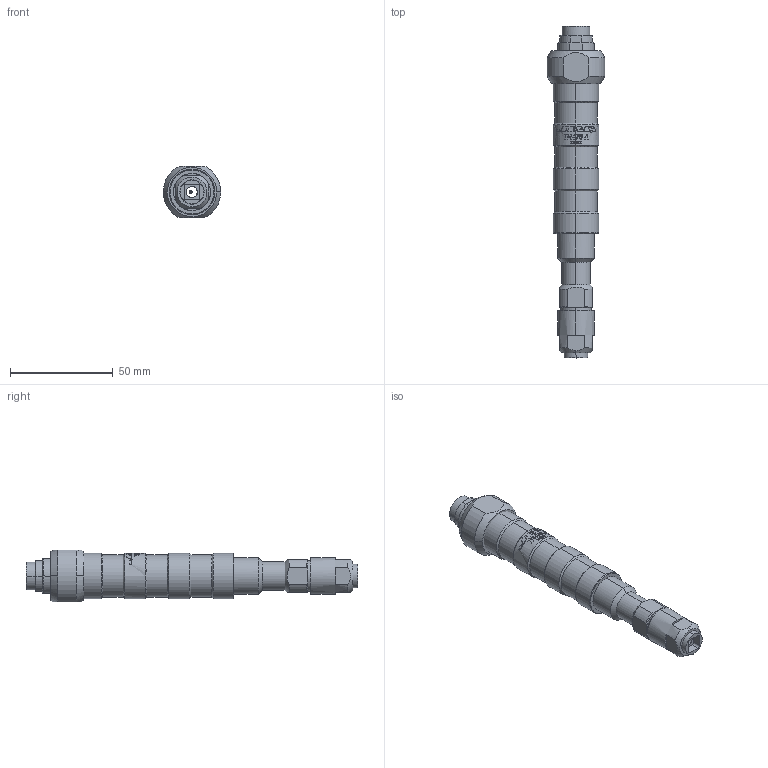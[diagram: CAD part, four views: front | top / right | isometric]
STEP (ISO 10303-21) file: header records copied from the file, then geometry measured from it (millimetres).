
FILE_DESCRIPTION (( 'STEP AP203' ), '1' );
FILE_NAME ('TR470-A.STEP', '2020-07-15T10:53:30', ( '' ), ( '' ), 'SwSTEP 2.0', 'SolidWorks 2019', '' );
FILE_SCHEMA (( 'CONFIG_CONTROL_DESIGN' ));
Length unit declared in the file: millimetre
Products named in the file (1): TR470-A
Bounding box: 28 x 161.5 x 25 mm (x, y, z)
Surface area: 13498.4 mm2 (no closed solid volume)
Topology: 0 solids, 13 shells, 196 faces, 944 edges, 788 vertices
Faces by surface type: bspline 196
Entity records: 13199 total; most frequent: CARTESIAN_POINT 8134, ORIENTED_EDGE 1829, EDGE_CURVE 944, VERTEX_POINT 788, B_SPLINE_CURVE_WITH_KNOTS 717, EDGE_LOOP 230, ADVANCED_FACE 196, FACE_OUTER_BOUND 196
